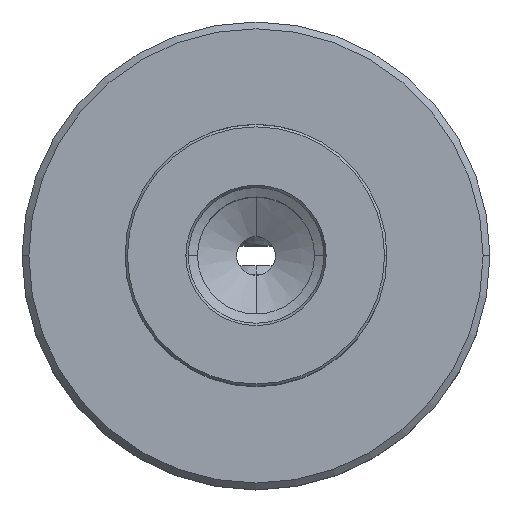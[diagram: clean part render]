
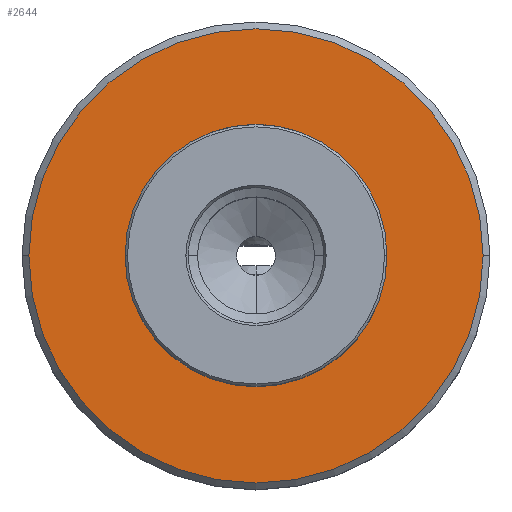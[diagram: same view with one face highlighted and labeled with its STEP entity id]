
A CAD part, top view. The second image highlights one B-rep face of the part: STEP entity #2644.
In plain terms, the highlighted planar face has unit normal (0, 0, 1).
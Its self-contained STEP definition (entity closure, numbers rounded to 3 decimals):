
#1940=EDGE_CURVE('NONE',#3050,#3232,#5370,.T.);
#2470=EDGE_CURVE('NONE',#4594,#4972,#5979,.T.);
#2644=ADVANCED_FACE('NONE',(#6161,#6162),#6163,.F.);
#2716=EDGE_CURVE('NONE',#4972,#4594,#6241,.T.);
#3050=VERTEX_POINT('NONE',#6615);
#3232=VERTEX_POINT('NONE',#6814);
#3252=EDGE_CURVE('NONE',#3232,#3050,#6837,.T.);
#4594=VERTEX_POINT('NONE',#8316);
#4972=VERTEX_POINT('NONE',#8729);
#5370=CIRCLE('',#9551,24.275);
#5979=CIRCLE('',#11215,13.9);
#6161=FACE_OUTER_BOUND('',#11680,.T.);
#6162=FACE_BOUND('',#11681,.T.);
#6163=PLANE('',#11682);
#6241=CIRCLE('',#11851,13.9);
#6615=CARTESIAN_POINT('',(24.275,0.,0.));
#6814=CARTESIAN_POINT('',(-24.275,0.,0.));
#6837=CIRCLE('',#13441,24.275);
#8316=CARTESIAN_POINT('',(-13.9,0.,0.));
#8729=CARTESIAN_POINT('',(13.9,0.,0.));
#9551=AXIS2_PLACEMENT_3D('',#18938,#18939,#18940);
#11215=AXIS2_PLACEMENT_3D('',#19715,#19716,#19717);
#11680=EDGE_LOOP('',(#19850,#19851));
#11681=EDGE_LOOP('',(#19852,#19853));
#11682=AXIS2_PLACEMENT_3D('',#19854,#19855,#19856);
#11851=AXIS2_PLACEMENT_3D('',#19931,#19932,#19933);
#13441=AXIS2_PLACEMENT_3D('',#20551,#20552,#20553);
#18938=CARTESIAN_POINT('',(0.0,0.0,0.));
#18939=DIRECTION('',(-0.0,0.0,1.0));
#18940=DIRECTION('',(0.0,-1.0,0.0));
#19715=CARTESIAN_POINT('',(0.0,0.0,0.0));
#19716=DIRECTION('',(0.0,0.0,-1.0));
#19717=DIRECTION('',(0.0,1.0,0.0));
#19850=ORIENTED_EDGE('',*,*,#3252,.T.);
#19851=ORIENTED_EDGE('',*,*,#1940,.T.);
#19852=ORIENTED_EDGE('',*,*,#2716,.T.);
#19853=ORIENTED_EDGE('',*,*,#2470,.T.);
#19854=CARTESIAN_POINT('',(0.0,0.0,0.0));
#19855=DIRECTION('',(0.0,0.0,-1.0));
#19856=DIRECTION('',(-1.0,0.0,0.0));
#19931=CARTESIAN_POINT('',(0.0,0.0,0.0));
#19932=DIRECTION('',(0.0,0.0,-1.0));
#19933=DIRECTION('',(0.0,1.0,0.0));
#20551=CARTESIAN_POINT('',(0.0,0.0,0.));
#20552=DIRECTION('',(-0.0,0.0,1.0));
#20553=DIRECTION('',(0.0,-1.0,0.0));
